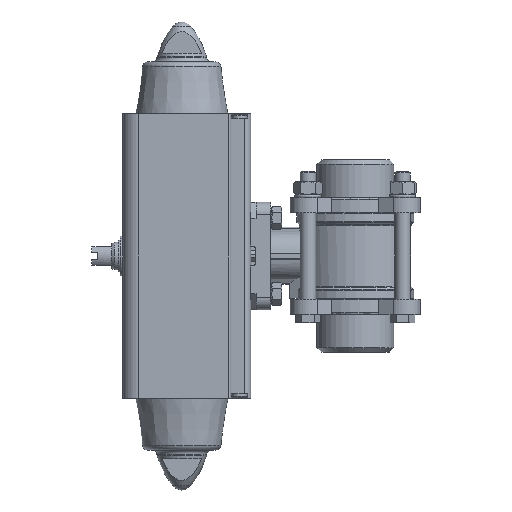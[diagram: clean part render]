
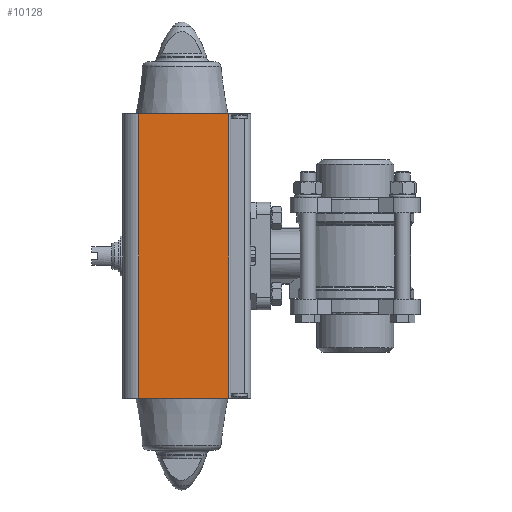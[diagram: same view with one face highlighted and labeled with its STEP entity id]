
A CAD part, left-side view. The second image highlights one B-rep face of the part: STEP entity #10128.
In plain terms, the highlighted planar face has unit normal (-1, 0, 0).
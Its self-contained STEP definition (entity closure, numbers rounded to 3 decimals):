
#2860=ORIENTED_EDGE('',*,*,#4717,.T.);
#2861=ORIENTED_EDGE('',*,*,#4718,.F.);
#2862=ORIENTED_EDGE('',*,*,#4719,.F.);
#2863=ORIENTED_EDGE('',*,*,#4720,.T.);
#4717=EDGE_CURVE('',#5789,#5790,#6608,.T.);
#4718=EDGE_CURVE('',#5791,#5790,#6609,.T.);
#4719=EDGE_CURVE('',#5792,#5791,#6610,.T.);
#4720=EDGE_CURVE('',#5792,#5789,#6611,.T.);
#5789=VERTEX_POINT('',#17135);
#5790=VERTEX_POINT('',#17136);
#5791=VERTEX_POINT('',#17138);
#5792=VERTEX_POINT('',#17140);
#6608=LINE('',#17134,#7373);
#6609=LINE('',#17137,#7374);
#6610=LINE('',#17139,#7375);
#6611=LINE('',#17141,#7376);
#7373=VECTOR('',#13468,1000.);
#7374=VECTOR('',#13469,1000.);
#7375=VECTOR('',#13470,1000.);
#7376=VECTOR('',#13471,1000.);
#8156=EDGE_LOOP('',(#2860,#2861,#2862,#2863));
#9024=FACE_BOUND('',#8156,.T.);
#9605=PLANE('',#11158);
#10128=ADVANCED_FACE('',(#9024),#9605,.F.);
#11158=AXIS2_PLACEMENT_3D('',#17133,#13466,#13467);
#13466=DIRECTION('',(1.,0.,0.));
#13467=DIRECTION('',(0.,0.,-1.));
#13468=DIRECTION('',(0.,-1.,0.));
#13469=DIRECTION('',(0.,0.,-1.));
#13470=DIRECTION('',(0.,-1.,0.));
#13471=DIRECTION('',(0.,0.,-1.));
#17133=CARTESIAN_POINT('',(-38.5,28.1,92.65));
#17134=CARTESIAN_POINT('',(-38.5,28.1,-92.65));
#17135=CARTESIAN_POINT('',(-38.5,28.1,-92.65));
#17136=CARTESIAN_POINT('',(-38.5,-30.616,-92.65));
#17137=CARTESIAN_POINT('',(-38.5,-30.616,92.65));
#17138=CARTESIAN_POINT('',(-38.5,-30.616,92.65));
#17139=CARTESIAN_POINT('',(-38.5,28.1,92.65));
#17140=CARTESIAN_POINT('',(-38.5,28.1,92.65));
#17141=CARTESIAN_POINT('',(-38.5,28.1,92.65));
